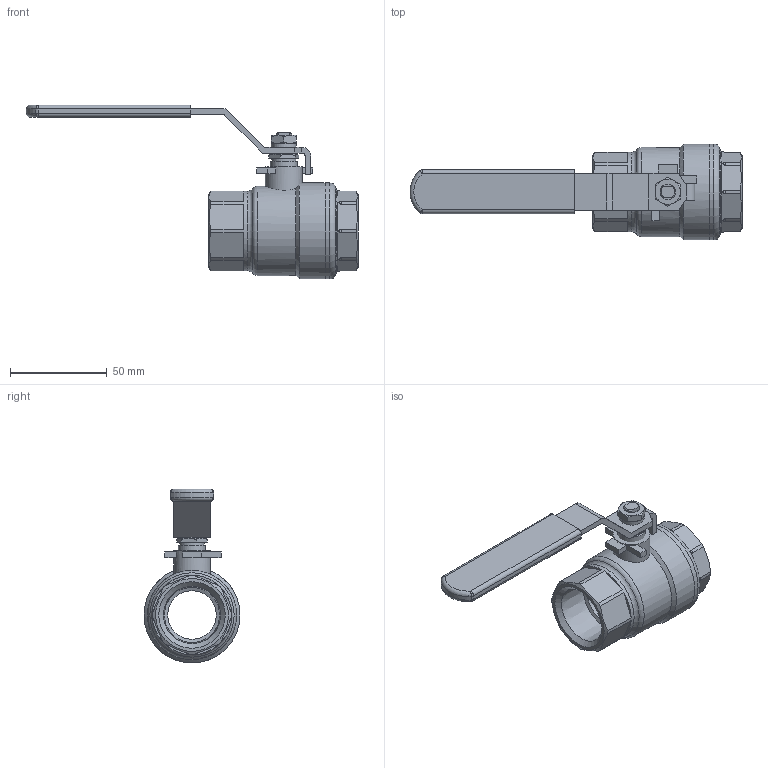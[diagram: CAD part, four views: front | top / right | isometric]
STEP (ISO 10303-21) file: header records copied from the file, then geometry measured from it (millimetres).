
FILE_DESCRIPTION(('STEP AP214'),'1');
FILE_NAME('1.stp','2022-06-21T06:45:45',(' '),(' '),'Spatial InterOp 3D',' ',' ');
FILE_SCHEMA(('AUTOMOTIVE_DESIGN { 1 0 10303 214 1 1 1 1 }'));
Length unit declared in the file: millimetre
Products named in the file (12): 2PC轻型阀杆; 止推垫圈; 中口填料; 压紧螺母; 手柄; 螺母 ： 标准 - M8.0 x 4.0; 垫圈 ： 单圈弹簧 - M8.0 x 2.1; 手柄套; 密封垫圈; 壳体; 阀盖
Assembly tree (11 placements, depth 2):
  (unnamed)
    2PC轻型阀杆
    止推垫圈
    中口填料
    压紧螺母
    手柄
    螺母 ： 标准 - M8.0 x 4.0
    垫圈 ： 单圈弹簧 - M8.0 x 2.1
    手柄套
    密封垫圈
    壳体
    阀盖
Bounding box: 171.2 x 49.5 x 89.7 mm (x, y, z)
Volume: 73587.2 mm3; surface area: 46634.7 mm2
Topology: 11 solids, 11 shells, 239 faces, 560 edges, 351 vertices
Faces by surface type: plane 119, cylinder 62, cone 35, torus 16, sphere 5, bspline 2
Full cylindrical faces by diameter (mm): 8 x1, 9.2 x3, 9.5 x1, 9.6 x1, 12 x2, 12.3 x1, 12.4 x1, 12.5 x2, 14 x1, 19 x1, 25 x2, 34.5 x2, 40.5 x1, 41 x1, 41.4 x1, 42.8 x1, 43 x1, 43.5 x1, 46 x1, 46.8 x1, 47 x1, 49.5 x2
Entity records: 9251 total; most frequent: CARTESIAN_POINT 1922, DIRECTION 1090, ORIENTED_EDGE 986, EDGE_CURVE 493, AXIS2_PLACEMENT_3D 433, VERTEX_POINT 339, EDGE_LOOP 320, FACE_OUTER_BOUND 274
